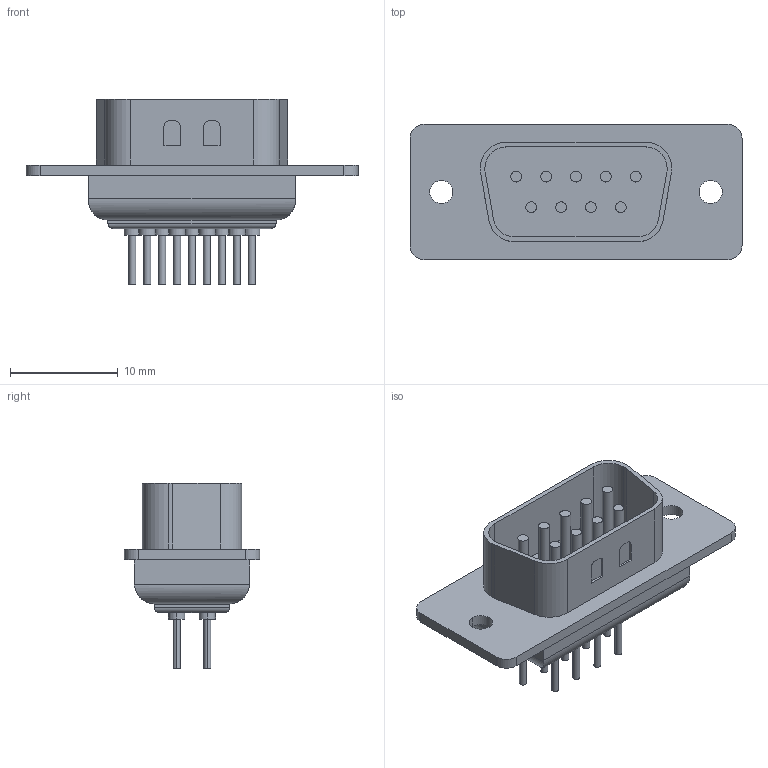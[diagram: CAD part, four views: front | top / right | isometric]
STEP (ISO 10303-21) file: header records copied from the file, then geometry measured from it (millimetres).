
FILE_DESCRIPTION(('STEP AP203'),'1');
FILE_NAME('connector_a-ds_09_pp_z.stp','2021-02-23T11:30:46',('TraceParts'),('TraceParts S.A.'),'Spatial InterOp 3D',' ',' ');
FILE_SCHEMA(('CONFIG_CONTROL_DESIGN'));
Length unit declared in the file: millimetre
Products named in the file (1): 1
Bounding box: 30.81 x 12.55 x 17.2 mm (x, y, z)
Volume: 1447.8 mm3; surface area: 1918.8 mm2
Topology: 1 solids, 1 shells, 162 faces, 370 edges, 244 vertices
Faces by surface type: cylinder 90, plane 72
Entity records: 4778 total; most frequent: CARTESIAN_POINT 889, DIRECTION 864, ORIENTED_EDGE 740, EDGE_CURVE 370, AXIS2_PLACEMENT_3D 335, VERTEX_POINT 244, EDGE_LOOP 200, LINE 194
